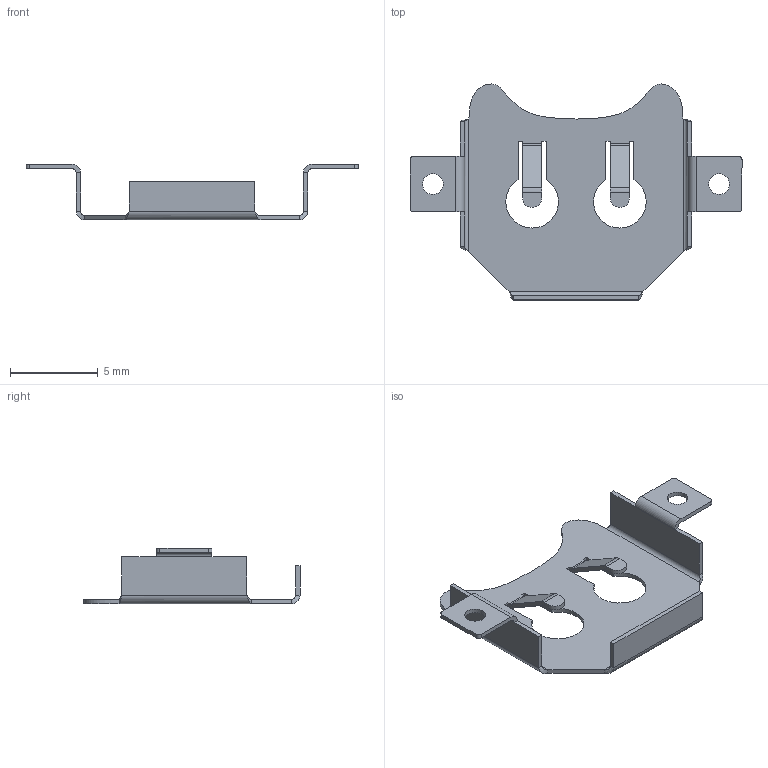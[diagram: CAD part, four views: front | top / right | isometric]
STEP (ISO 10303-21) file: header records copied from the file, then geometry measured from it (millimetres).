
FILE_DESCRIPTION(/* description */ (''),/* implementation_level */ '2;1');
FILE_NAME(/* name */ 'CR1216 Keystone 3000.step',/* time_stamp */ '2019-06-12T13:11:47+02:00',/* author */ (''),/* organization */ (''),/* preprocessor_version */ 'ST-DEVELOPER v18',/* originating_system */ 'Autodesk Translation Framework v8.2.0.1029',/* authorisation */ '');
FILE_SCHEMA (('AUTOMOTIVE_DESIGN { 1 0 10303 214 3 1 1 }'));
Length unit declared in the file: millimetre
Products named in the file (1): CR1216 Keystone 3000
Bounding box: 18.93 x 12.32 x 3.18 mm (x, y, z)
Volume: 46.7 mm3; surface area: 404.7 mm2
Topology: 1 solids, 1 shells, 105 faces, 245 edges, 142 vertices
Faces by surface type: plane 67, cylinder 28, bspline 10
Full cylindrical faces by diameter (mm): 1.19 x2
Entity records: 3313 total; most frequent: CARTESIAN_POINT 941, ORIENTED_EDGE 490, DIRECTION 461, EDGE_CURVE 245, LINE 181, VECTOR 181, VERTEX_POINT 142, AXIS2_PLACEMENT_3D 140
